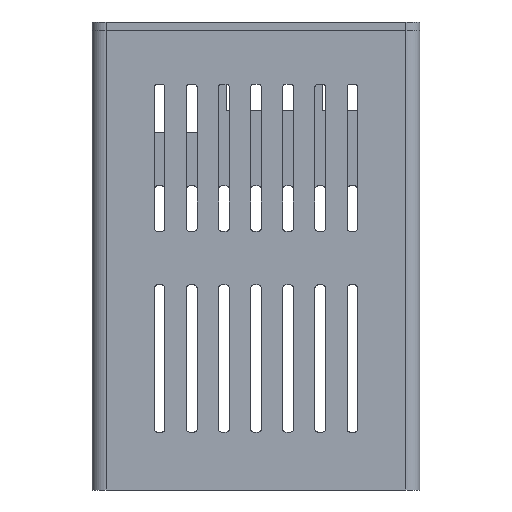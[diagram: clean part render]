
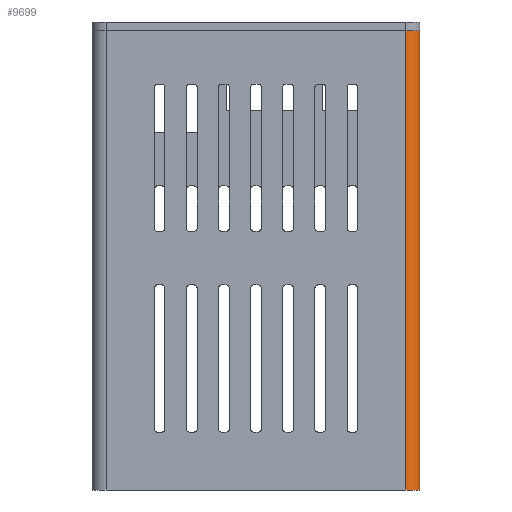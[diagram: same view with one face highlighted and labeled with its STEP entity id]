
A CAD part, front view. The second image highlights one B-rep face of the part: STEP entity #9699.
In plain terms, the highlighted cylindrical face has radius 2.6 mm (diameter 5.2 mm), a partial arc.
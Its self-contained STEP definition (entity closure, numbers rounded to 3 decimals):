
#105 = CARTESIAN_POINT ( 'NONE',  ( 28., -8.35, -0.8 ) ) ;
#1054 = EDGE_CURVE ( 'NONE', #5820, #8407, #1688, .T. ) ;
#1279 = DIRECTION ( 'NONE',  ( 1., 0., 0. ) ) ;
#1392 = EDGE_CURVE ( 'NONE', #8407, #8037, #4867, .T. ) ;
#1413 = VECTOR ( 'NONE', #1654, 1000. ) ;
#1534 = CARTESIAN_POINT ( 'NONE',  ( 28., -8.35, 85. ) ) ;
#1654 = DIRECTION ( 'NONE',  ( 0., 0., -1. ) ) ;
#1688 = LINE ( 'NONE', #2165, #4643 ) ;
#1698 = ORIENTED_EDGE ( 'NONE', *, *, #1392, .F. ) ;
#1845 = CARTESIAN_POINT ( 'NONE',  ( 28., -5.75, -0.8 ) ) ;
#1925 = CARTESIAN_POINT ( 'NONE',  ( 28., -5.75, 85. ) ) ;
#2076 = ORIENTED_EDGE ( 'NONE', *, *, #1054, .F. ) ;
#2114 = VERTEX_POINT ( 'NONE', #3375 ) ;
#2165 = CARTESIAN_POINT ( 'NONE',  ( 28., -8.35, 85. ) ) ;
#2293 = CARTESIAN_POINT ( 'NONE',  ( 30.6, -5.75, 85. ) ) ;
#2612 = DIRECTION ( 'NONE',  ( 0., 0., -1. ) ) ;
#2825 = DIRECTION ( 'NONE',  ( -1., 0., 0. ) ) ;
#3375 = CARTESIAN_POINT ( 'NONE',  ( 30.6, -5.75, -0.8 ) ) ;
#3458 = ORIENTED_EDGE ( 'NONE', *, *, #6277, .F. ) ;
#4416 = CARTESIAN_POINT ( 'NONE',  ( 28., -5.75, 85. ) ) ;
#4478 = AXIS2_PLACEMENT_3D ( 'NONE', #1845, #2612, #9448 ) ;
#4643 = VECTOR ( 'NONE', #5901, 1000. ) ;
#4867 = CIRCLE ( 'NONE', #9512, 2.6 ) ;
#4883 = CARTESIAN_POINT ( 'NONE',  ( 30.6, -5.75, 85. ) ) ;
#5820 = VERTEX_POINT ( 'NONE', #105 ) ;
#5901 = DIRECTION ( 'NONE',  ( 0., 0., 1. ) ) ;
#5913 = DIRECTION ( 'NONE',  ( 0., 0., -1. ) ) ;
#5956 = LINE ( 'NONE', #2293, #1413 ) ;
#6277 = EDGE_CURVE ( 'NONE', #8037, #2114, #5956, .T. ) ;
#6400 = CYLINDRICAL_SURFACE ( 'NONE', #7219, 2.6 ) ;
#6983 = ORIENTED_EDGE ( 'NONE', *, *, #8825, .F. ) ;
#7219 = AXIS2_PLACEMENT_3D ( 'NONE', #4416, #5913, #2825 ) ;
#8037 = VERTEX_POINT ( 'NONE', #4883 ) ;
#8407 = VERTEX_POINT ( 'NONE', #1534 ) ;
#8471 = CIRCLE ( 'NONE', #4478, 2.6 ) ;
#8478 = EDGE_LOOP ( 'NONE', ( #1698, #2076, #6983, #3458 ) ) ;
#8825 = EDGE_CURVE ( 'NONE', #2114, #5820, #8471, .T. ) ;
#8937 = FACE_OUTER_BOUND ( 'NONE', #8478, .T. ) ;
#9448 = DIRECTION ( 'NONE',  ( -1., 0., 0. ) ) ;
#9512 = AXIS2_PLACEMENT_3D ( 'NONE', #1925, #9671, #1279 ) ;
#9671 = DIRECTION ( 'NONE',  ( 0., 0., 1. ) ) ;
#9699 = ADVANCED_FACE ( 'NONE', ( #8937 ), #6400, .T. ) ;
